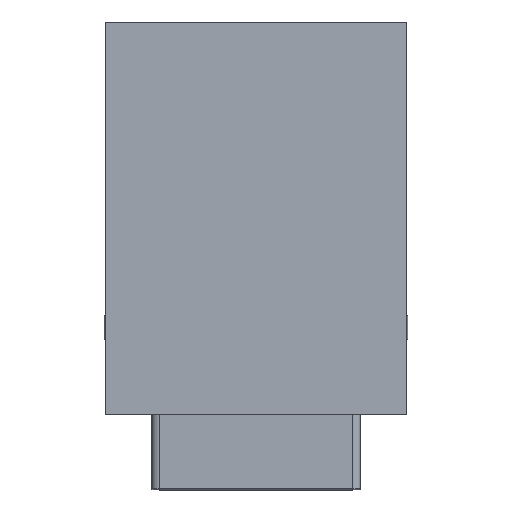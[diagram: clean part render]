
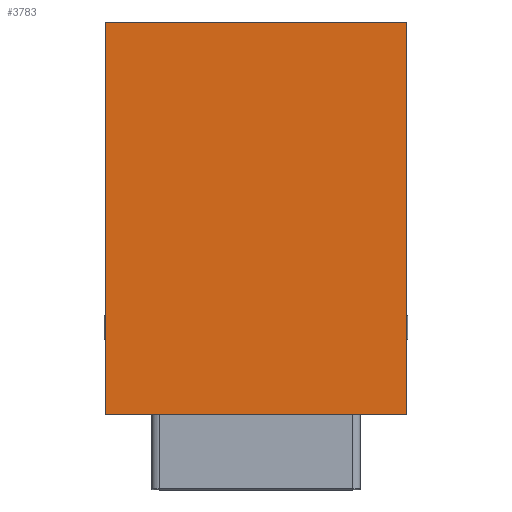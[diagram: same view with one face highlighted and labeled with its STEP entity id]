
A CAD part, top view. The second image highlights one B-rep face of the part: STEP entity #3783.
In plain terms, the highlighted planar face has unit normal (0, 0, 1).
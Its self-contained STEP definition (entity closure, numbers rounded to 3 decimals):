
#333 = DIRECTION ( 'NONE',  ( -1., 0., 0. ) ) ;
#448 = DIRECTION ( 'NONE',  ( 0., -1., 0. ) ) ;
#583 = CARTESIAN_POINT ( 'NONE',  ( 15.95, -2.85, 7.9 ) ) ;
#1286 = CARTESIAN_POINT ( 'NONE',  ( -15.95, 38.819, 7.9 ) ) ;
#1347 = EDGE_CURVE ( 'NONE', #1619, #4497, #1368, .T. ) ;
#1368 = LINE ( 'NONE', #5021, #5049 ) ;
#1373 = VERTEX_POINT ( 'NONE', #583 ) ;
#1415 = CARTESIAN_POINT ( 'NONE',  ( -15.95, -2.85, 7.9 ) ) ;
#1473 = DIRECTION ( 'NONE',  ( 0., 0., -1. ) ) ;
#1619 = VERTEX_POINT ( 'NONE', #2636 ) ;
#1861 = CARTESIAN_POINT ( 'NONE',  ( 15.95, 38.819, 7.9 ) ) ;
#2034 = CARTESIAN_POINT ( 'NONE',  ( -15.95, -2.85, 7.9 ) ) ;
#2114 = EDGE_CURVE ( 'NONE', #4055, #1619, #5799, .T. ) ;
#2330 = ORIENTED_EDGE ( 'NONE', *, *, #5047, .T. ) ;
#2347 = DIRECTION ( 'NONE',  ( -1., 0., 0. ) ) ;
#2397 = CARTESIAN_POINT ( 'NONE',  ( 0., 0., 7.9 ) ) ;
#2636 = CARTESIAN_POINT ( 'NONE',  ( -15.95, 38.819, 7.9 ) ) ;
#2878 = PLANE ( 'NONE',  #4827 ) ;
#3076 = ORIENTED_EDGE ( 'NONE', *, *, #4299, .T. ) ;
#3314 = ORIENTED_EDGE ( 'NONE', *, *, #2114, .T. ) ;
#3458 = EDGE_LOOP ( 'NONE', ( #5793, #2330, #3076, #3314 ) ) ;
#3627 = LINE ( 'NONE', #1415, #4568 ) ;
#3783 = ADVANCED_FACE ( 'NONE', ( #5518 ), #2878, .F. ) ;
#3789 = VECTOR ( 'NONE', #5172, 1000. ) ;
#3791 = CARTESIAN_POINT ( 'NONE',  ( 15.95, -2.85, 7.9 ) ) ;
#4055 = VERTEX_POINT ( 'NONE', #1861 ) ;
#4299 = EDGE_CURVE ( 'NONE', #1373, #4055, #4720, .T. ) ;
#4497 = VERTEX_POINT ( 'NONE', #2034 ) ;
#4551 = DIRECTION ( 'NONE',  ( 1., 0., 0. ) ) ;
#4568 = VECTOR ( 'NONE', #4551, 1000. ) ;
#4720 = LINE ( 'NONE', #3791, #3789 ) ;
#4827 = AXIS2_PLACEMENT_3D ( 'NONE', #2397, #1473, #2347 ) ;
#5021 = CARTESIAN_POINT ( 'NONE',  ( -15.95, -2.85, 7.9 ) ) ;
#5047 = EDGE_CURVE ( 'NONE', #4497, #1373, #3627, .T. ) ;
#5049 = VECTOR ( 'NONE', #448, 1000. ) ;
#5172 = DIRECTION ( 'NONE',  ( 0., 1., 0. ) ) ;
#5518 = FACE_OUTER_BOUND ( 'NONE', #3458, .T. ) ;
#5793 = ORIENTED_EDGE ( 'NONE', *, *, #1347, .T. ) ;
#5799 = LINE ( 'NONE', #1286, #5830 ) ;
#5830 = VECTOR ( 'NONE', #333, 1000. ) ;
